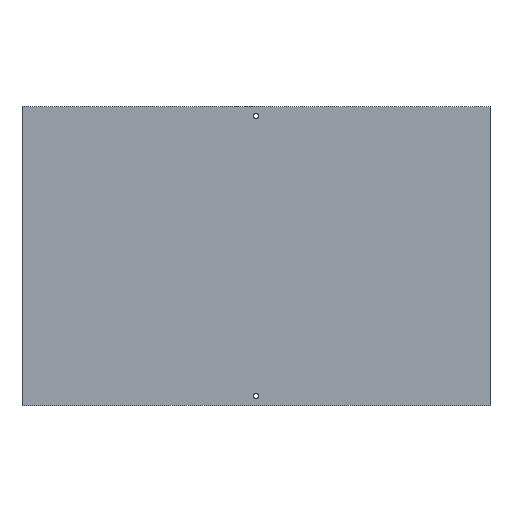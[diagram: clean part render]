
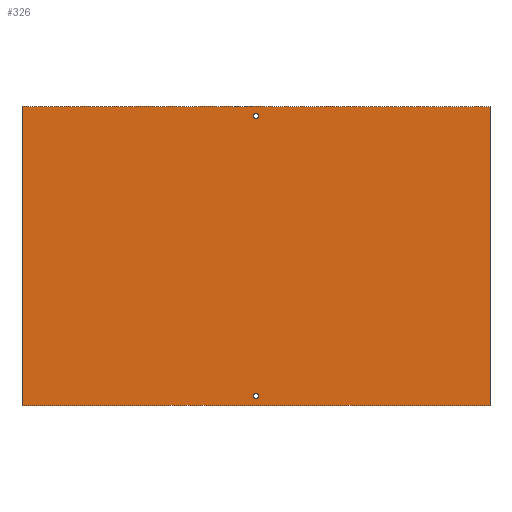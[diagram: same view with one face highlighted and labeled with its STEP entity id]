
A CAD part, front view. The second image highlights one B-rep face of the part: STEP entity #326.
In plain terms, the highlighted planar face has unit normal (0, -1, 0).
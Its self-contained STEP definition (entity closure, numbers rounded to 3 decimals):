
#4 = DIRECTION ( 'NONE',  ( 0., 0., 1. ) ) ;
#6 = PLANE ( 'NONE',  #278 ) ;
#7 = CARTESIAN_POINT ( 'NONE',  ( 0., -0.75, 105.5 ) ) ;
#8 = EDGE_CURVE ( 'NONE', #150, #262, #43, .T. ) ;
#11 = ORIENTED_EDGE ( 'NONE', *, *, #243, .F. ) ;
#17 = DIRECTION ( 'NONE',  ( 0., -1., 0. ) ) ;
#24 = DIRECTION ( 'NONE',  ( 0., 0., 1. ) ) ;
#25 = CIRCLE ( 'NONE', #47, 2. ) ;
#29 = DIRECTION ( 'NONE',  ( 0., 1., 0. ) ) ;
#30 = VERTEX_POINT ( 'NONE', #301 ) ;
#31 = CIRCLE ( 'NONE', #299, 2. ) ;
#33 = CARTESIAN_POINT ( 'NONE',  ( 0., -0.75, 109.5 ) ) ;
#38 = CARTESIAN_POINT ( 'NONE',  ( 180., -0.75, -115. ) ) ;
#39 = VERTEX_POINT ( 'NONE', #53 ) ;
#43 = LINE ( 'NONE', #72, #146 ) ;
#47 = AXIS2_PLACEMENT_3D ( 'NONE', #282, #197, #24 ) ;
#53 = CARTESIAN_POINT ( 'NONE',  ( 0., -0.75, -105.5 ) ) ;
#55 = EDGE_CURVE ( 'NONE', #30, #39, #25, .T. ) ;
#59 = CARTESIAN_POINT ( 'NONE',  ( 180., -0.75, 115. ) ) ;
#60 = DIRECTION ( 'NONE',  ( 0., 1., 0. ) ) ;
#66 = AXIS2_PLACEMENT_3D ( 'NONE', #294, #230, #337 ) ;
#67 = LINE ( 'NONE', #205, #316 ) ;
#69 = VERTEX_POINT ( 'NONE', #250 ) ;
#70 = ORIENTED_EDGE ( 'NONE', *, *, #8, .F. ) ;
#72 = CARTESIAN_POINT ( 'NONE',  ( -180., -0.75, 115. ) ) ;
#84 = EDGE_CURVE ( 'NONE', #241, #69, #172, .T. ) ;
#95 = ORIENTED_EDGE ( 'NONE', *, *, #289, .T. ) ;
#96 = FACE_OUTER_BOUND ( 'NONE', #188, .T. ) ;
#105 = VECTOR ( 'NONE', #335, 1000. ) ;
#146 = VECTOR ( 'NONE', #189, 1000. ) ;
#150 = VERTEX_POINT ( 'NONE', #171 ) ;
#158 = DIRECTION ( 'NONE',  ( 0., 0., 1. ) ) ;
#161 = CIRCLE ( 'NONE', #343, 2. ) ;
#170 = ORIENTED_EDGE ( 'NONE', *, *, #55, .T. ) ;
#171 = CARTESIAN_POINT ( 'NONE',  ( -180., -0.75, 115. ) ) ;
#172 = LINE ( 'NONE', #279, #105 ) ;
#188 = EDGE_LOOP ( 'NONE', ( #235, #70, #11, #315 ) ) ;
#189 = DIRECTION ( 'NONE',  ( 1., 0., 0. ) ) ;
#195 = VECTOR ( 'NONE', #287, 1000. ) ;
#197 = DIRECTION ( 'NONE',  ( 0., 1., 0. ) ) ;
#205 = CARTESIAN_POINT ( 'NONE',  ( -180., -0.75, 115. ) ) ;
#207 = CARTESIAN_POINT ( 'NONE',  ( 0., -0.75, 107.5 ) ) ;
#230 = DIRECTION ( 'NONE',  ( 0., 1., 0. ) ) ;
#235 = ORIENTED_EDGE ( 'NONE', *, *, #309, .F. ) ;
#236 = CARTESIAN_POINT ( 'NONE',  ( 180., -0.75, -115. ) ) ;
#238 = EDGE_LOOP ( 'NONE', ( #322, #170 ) ) ;
#241 = VERTEX_POINT ( 'NONE', #236 ) ;
#243 = EDGE_CURVE ( 'NONE', #69, #150, #67, .T. ) ;
#244 = VERTEX_POINT ( 'NONE', #7 ) ;
#250 = CARTESIAN_POINT ( 'NONE',  ( -180., -0.75, -115. ) ) ;
#257 = CARTESIAN_POINT ( 'NONE',  ( 180., -0.75, 115. ) ) ;
#258 = DIRECTION ( 'NONE',  ( 0., 0., 1. ) ) ;
#260 = FACE_BOUND ( 'NONE', #269, .T. ) ;
#262 = VERTEX_POINT ( 'NONE', #59 ) ;
#269 = EDGE_LOOP ( 'NONE', ( #95, #302 ) ) ;
#278 = AXIS2_PLACEMENT_3D ( 'NONE', #38, #17, #355 ) ;
#279 = CARTESIAN_POINT ( 'NONE',  ( -180., -0.75, -115. ) ) ;
#280 = EDGE_CURVE ( 'NONE', #39, #30, #363, .T. ) ;
#282 = CARTESIAN_POINT ( 'NONE',  ( 0., -0.75, -107.5 ) ) ;
#287 = DIRECTION ( 'NONE',  ( 0., 0., -1. ) ) ;
#289 = EDGE_CURVE ( 'NONE', #298, #244, #161, .T. ) ;
#294 = CARTESIAN_POINT ( 'NONE',  ( 0., -0.75, -107.5 ) ) ;
#298 = VERTEX_POINT ( 'NONE', #33 ) ;
#299 = AXIS2_PLACEMENT_3D ( 'NONE', #207, #29, #258 ) ;
#301 = CARTESIAN_POINT ( 'NONE',  ( 0., -0.75, -109.5 ) ) ;
#302 = ORIENTED_EDGE ( 'NONE', *, *, #319, .T. ) ;
#308 = LINE ( 'NONE', #257, #195 ) ;
#309 = EDGE_CURVE ( 'NONE', #262, #241, #308, .T. ) ;
#313 = CARTESIAN_POINT ( 'NONE',  ( 0., -0.75, 107.5 ) ) ;
#315 = ORIENTED_EDGE ( 'NONE', *, *, #84, .F. ) ;
#316 = VECTOR ( 'NONE', #158, 1000. ) ;
#319 = EDGE_CURVE ( 'NONE', #244, #298, #31, .T. ) ;
#322 = ORIENTED_EDGE ( 'NONE', *, *, #280, .T. ) ;
#326 = ADVANCED_FACE ( 'NONE', ( #340, #260, #96 ), #6, .T. ) ;
#335 = DIRECTION ( 'NONE',  ( -1., 0., 0. ) ) ;
#337 = DIRECTION ( 'NONE',  ( 0., 0., 1. ) ) ;
#340 = FACE_BOUND ( 'NONE', #238, .T. ) ;
#343 = AXIS2_PLACEMENT_3D ( 'NONE', #313, #60, #4 ) ;
#355 = DIRECTION ( 'NONE',  ( 0., 0., -1. ) ) ;
#363 = CIRCLE ( 'NONE', #66, 2. ) ;
